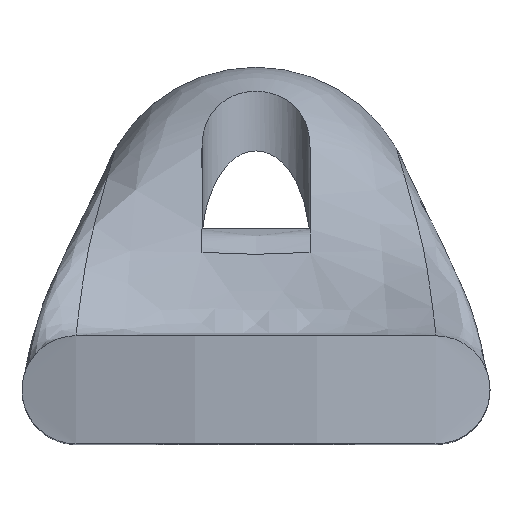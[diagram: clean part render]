
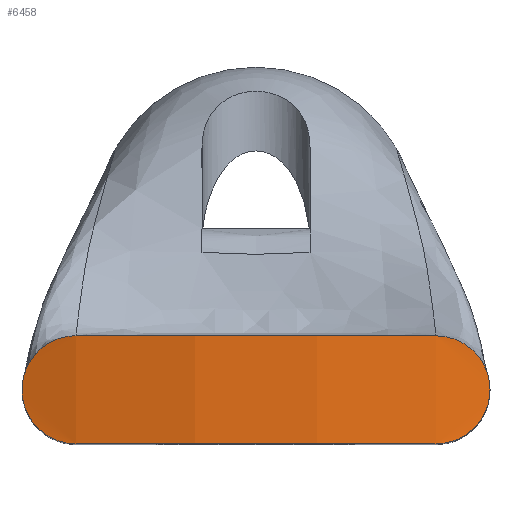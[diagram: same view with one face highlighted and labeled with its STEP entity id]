
A CAD part, top view. The second image highlights one B-rep face of the part: STEP entity #6458.
In plain terms, the highlighted cylindrical face has radius 20 mm (diameter 40 mm), a partial arc.
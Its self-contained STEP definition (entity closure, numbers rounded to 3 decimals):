
#4195=CARTESIAN_POINT('',(-5.0,-3.,22.582));
#4196=VERTEX_POINT('',#4195);
#4205=CARTESIAN_POINT('',(5.0,-3.,22.582));
#4206=VERTEX_POINT('',#4205);
#4207=CARTESIAN_POINT('',(0.,-3.,3.217));
#4208=DIRECTION('',(0.0,-1.,0.0));
#4209=DIRECTION('',(-0.325,0.0,0.946));
#4210=AXIS2_PLACEMENT_3D('',#4207,#4208,#4209);
#4211=CIRCLE('',#4210,20.0);
#4212=EDGE_CURVE('',#4206,#4196,#4211,.T.);
#6383=CARTESIAN_POINT('',(0.,-6.,3.217));
#6384=DIRECTION('',(0.0,1.0,0.0));
#6385=DIRECTION('',(-0.325,0.0,0.946));
#6386=AXIS2_PLACEMENT_3D('',#6383,#6384,#6385);
#6387=CYLINDRICAL_SURFACE('',#6386,20.);
#6388=CARTESIAN_POINT('',(-5.0,-6.,22.582));
#6389=VERTEX_POINT('',#6388);
#6390=CARTESIAN_POINT('',(-6.5,-4.5,22.131));
#6391=VERTEX_POINT('',#6390);
#6392=CARTESIAN_POINT('',(-5.,-6.,22.582));
#6393=CARTESIAN_POINT('',(-5.19,-6.,22.533));
#6394=CARTESIAN_POINT('',(-5.393,-5.962,22.477));
#6395=CARTESIAN_POINT('',(-5.765,-5.806,22.369));
#6396=CARTESIAN_POINT('',(-5.935,-5.689,22.317));
#6397=CARTESIAN_POINT('',(-6.198,-5.421,22.233));
#6398=CARTESIAN_POINT('',(-6.311,-5.255,22.195));
#6399=CARTESIAN_POINT('',(-6.462,-4.888,22.144));
#6400=CARTESIAN_POINT('',(-6.5,-4.688,22.131));
#6401=CARTESIAN_POINT('',(-6.5,-4.5,22.131));
#6402=B_SPLINE_CURVE_WITH_KNOTS('',3,(#6392,#6393,#6394,#6395,#6396,#6397,#6398,#6399,#6400,#6401),.UNSPECIFIED.,.F.,.U.,(4,2,2,2,4),(0.229,0.288,0.347,0.403,0.46),.UNSPECIFIED.);
#6403=EDGE_CURVE('',#6389,#6391,#6402,.T.);
#6404=ORIENTED_EDGE('',*,*,#6403,.F.);
#6405=CARTESIAN_POINT('',(5.0,-6.,22.582));
#6406=VERTEX_POINT('',#6405);
#6407=CARTESIAN_POINT('',(0.,-6.,3.217));
#6408=DIRECTION('',(0.0,1.,0.0));
#6409=DIRECTION('',(-0.325,0.0,0.946));
#6410=AXIS2_PLACEMENT_3D('',#6407,#6408,#6409);
#6411=CIRCLE('',#6410,20.0);
#6412=EDGE_CURVE('',#6389,#6406,#6411,.T.);
#6413=ORIENTED_EDGE('',*,*,#6412,.T.);
#6414=CARTESIAN_POINT('',(6.5,-4.5,22.131));
#6415=VERTEX_POINT('',#6414);
#6416=CARTESIAN_POINT('',(6.5,-4.5,22.131));
#6417=CARTESIAN_POINT('',(6.5,-4.688,22.131));
#6418=CARTESIAN_POINT('',(6.462,-4.888,22.144));
#6419=CARTESIAN_POINT('',(6.311,-5.255,22.195));
#6420=CARTESIAN_POINT('',(6.198,-5.421,22.233));
#6421=CARTESIAN_POINT('',(5.935,-5.689,22.317));
#6422=CARTESIAN_POINT('',(5.765,-5.806,22.369));
#6423=CARTESIAN_POINT('',(5.393,-5.962,22.477));
#6424=CARTESIAN_POINT('',(5.19,-6.,22.533));
#6425=CARTESIAN_POINT('',(5.0,-6.,22.582));
#6426=B_SPLINE_CURVE_WITH_KNOTS('',3,(#6416,#6417,#6418,#6419,#6420,#6421,#6422,#6423,#6424,#6425),.UNSPECIFIED.,.F.,.U.,(4,2,2,2,4),(0.46,0.516,0.573,0.632,0.691),.UNSPECIFIED.);
#6427=EDGE_CURVE('',#6415,#6406,#6426,.T.);
#6428=ORIENTED_EDGE('',*,*,#6427,.F.);
#6429=CARTESIAN_POINT('',(5.,-3.0,22.582));
#6430=CARTESIAN_POINT('',(5.19,-3.0,22.533));
#6431=CARTESIAN_POINT('',(5.393,-3.038,22.477));
#6432=CARTESIAN_POINT('',(5.765,-3.194,22.369));
#6433=CARTESIAN_POINT('',(5.935,-3.311,22.317));
#6434=CARTESIAN_POINT('',(6.198,-3.579,22.233));
#6435=CARTESIAN_POINT('',(6.311,-3.745,22.195));
#6436=CARTESIAN_POINT('',(6.462,-4.112,22.144));
#6437=CARTESIAN_POINT('',(6.5,-4.312,22.131));
#6438=CARTESIAN_POINT('',(6.5,-4.5,22.131));
#6439=B_SPLINE_CURVE_WITH_KNOTS('',3,(#6429,#6430,#6431,#6432,#6433,#6434,#6435,#6436,#6437,#6438),.UNSPECIFIED.,.F.,.U.,(4,2,2,2,4),(0.689,0.748,0.806,0.863,0.919),.UNSPECIFIED.);
#6440=EDGE_CURVE('',#4206,#6415,#6439,.T.);
#6441=ORIENTED_EDGE('',*,*,#6440,.F.);
#6442=ORIENTED_EDGE('',*,*,#4212,.T.);
#6443=CARTESIAN_POINT('',(-6.5,-4.5,22.131));
#6444=CARTESIAN_POINT('',(-6.5,-4.312,22.131));
#6445=CARTESIAN_POINT('',(-6.462,-4.112,22.144));
#6446=CARTESIAN_POINT('',(-6.311,-3.745,22.195));
#6447=CARTESIAN_POINT('',(-6.198,-3.579,22.233));
#6448=CARTESIAN_POINT('',(-5.935,-3.311,22.317));
#6449=CARTESIAN_POINT('',(-5.765,-3.194,22.369));
#6450=CARTESIAN_POINT('',(-5.393,-3.038,22.477));
#6451=CARTESIAN_POINT('',(-5.19,-3.0,22.533));
#6452=CARTESIAN_POINT('',(-5.,-3.0,22.582));
#6453=B_SPLINE_CURVE_WITH_KNOTS('',3,(#6443,#6444,#6445,#6446,#6447,#6448,#6449,#6450,#6451,#6452),.UNSPECIFIED.,.F.,.U.,(4,2,2,2,4),(0.919,0.976,1.032,1.091,1.15),.UNSPECIFIED.);
#6454=EDGE_CURVE('',#6391,#4196,#6453,.T.);
#6455=ORIENTED_EDGE('',*,*,#6454,.F.);
#6456=EDGE_LOOP('',(#6404,#6413,#6428,#6441,#6442,#6455));
#6457=FACE_OUTER_BOUND('',#6456,.T.);
#6458=ADVANCED_FACE('',(#6457),#6387,.T.);
